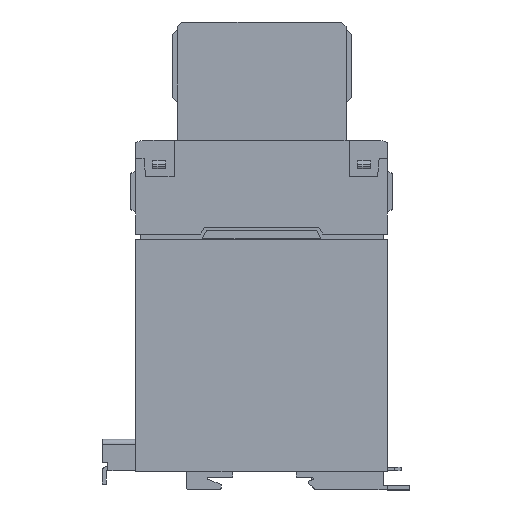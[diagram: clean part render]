
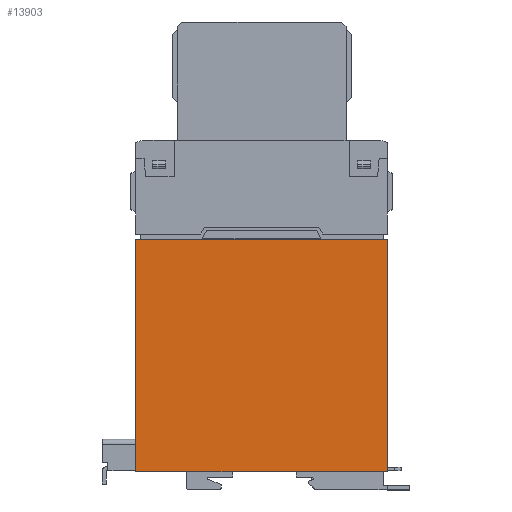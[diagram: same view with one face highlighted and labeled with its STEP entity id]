
A CAD part, left-side view. The second image highlights one B-rep face of the part: STEP entity #13903.
In plain terms, the highlighted planar face has unit normal (-1, 0, 0).
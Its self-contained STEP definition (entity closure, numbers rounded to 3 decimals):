
#13883=AXIS2_PLACEMENT_3D('Plane Axis2P3D',#13880,#13881,#13882) ;
#13468=CARTESIAN_POINT('Vertex',(0.3,8.,89.5)) ;
#13471=CARTESIAN_POINT('Line Origine',(0.3,8.,48.05)) ;
#13475=CARTESIAN_POINT('Vertex',(0.3,8.,6.6)) ;
#13853=CARTESIAN_POINT('Vertex',(0.3,98.,89.5)) ;
#13856=CARTESIAN_POINT('Line Origine',(0.3,53.,89.5)) ;
#13880=CARTESIAN_POINT('Axis2P3D Location',(0.3,8.,6.6)) ;
#13885=CARTESIAN_POINT('Line Origine',(0.3,53.,6.6)) ;
#13889=CARTESIAN_POINT('Vertex',(0.3,98.,6.6)) ;
#13892=CARTESIAN_POINT('Line Origine',(0.3,98.,48.05)) ;
#13472=DIRECTION('Vector Direction',(0.,0.,1.)) ;
#13857=DIRECTION('Vector Direction',(0.,1.,0.)) ;
#13881=DIRECTION('Axis2P3D Direction',(-1.,0.,0.)) ;
#13882=DIRECTION('Axis2P3D XDirection',(0.,0.,1.)) ;
#13886=DIRECTION('Vector Direction',(0.,1.,0.)) ;
#13893=DIRECTION('Vector Direction',(0.,0.,1.)) ;
#13473=VECTOR('Line Direction',#13472,1.) ;
#13858=VECTOR('Line Direction',#13857,1.) ;
#13887=VECTOR('Line Direction',#13886,1.) ;
#13894=VECTOR('Line Direction',#13893,1.) ;
#13898=ORIENTED_EDGE('',*,*,#13891,.F.) ;
#13899=ORIENTED_EDGE('',*,*,#13477,.F.) ;
#13900=ORIENTED_EDGE('',*,*,#13860,.T.) ;
#13901=ORIENTED_EDGE('',*,*,#13896,.F.) ;
#13903=ADVANCED_FACE('RELAIS',(#13902),#13884,.T.) ;
#13477=EDGE_CURVE('',#13469,#13476,#13474,.F.) ;
#13860=EDGE_CURVE('',#13469,#13854,#13859,.T.) ;
#13891=EDGE_CURVE('',#13476,#13890,#13888,.T.) ;
#13896=EDGE_CURVE('',#13890,#13854,#13895,.T.) ;
#13897=EDGE_LOOP('',(#13898,#13899,#13900,#13901)) ;
#13902=FACE_OUTER_BOUND('',#13897,.T.) ;
#13474=LINE('Line',#13471,#13473) ;
#13859=LINE('Line',#13856,#13858) ;
#13888=LINE('Line',#13885,#13887) ;
#13895=LINE('Line',#13892,#13894) ;
#13884=PLANE('',#13883) ;
#13469=VERTEX_POINT('',#13468) ;
#13476=VERTEX_POINT('',#13475) ;
#13854=VERTEX_POINT('',#13853) ;
#13890=VERTEX_POINT('',#13889) ;
